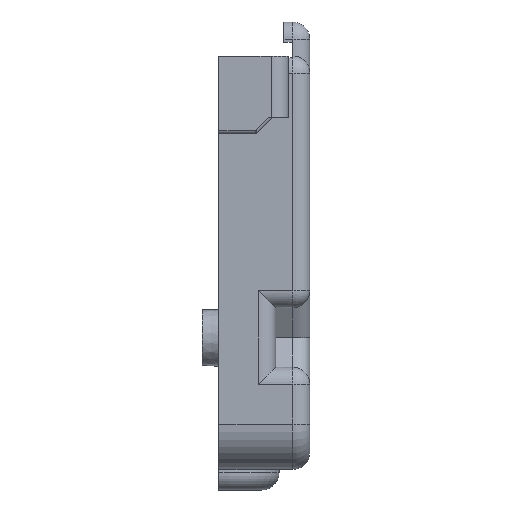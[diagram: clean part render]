
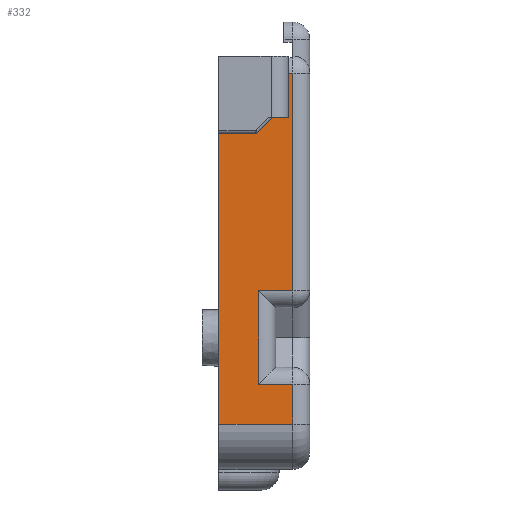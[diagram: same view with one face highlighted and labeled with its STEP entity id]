
A CAD part, left-side view. The second image highlights one B-rep face of the part: STEP entity #332.
In plain terms, the highlighted planar face has unit normal (-1, 0, 0).
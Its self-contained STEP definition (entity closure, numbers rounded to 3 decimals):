
#71 = CARTESIAN_POINT ( 'NONE',  ( -20.15, 8., -32.4 ) ) ;
#81 = DIRECTION ( 'NONE',  ( 0., -1., 0. ) ) ;
#181 = ORIENTED_EDGE ( 'NONE', *, *, #3572, .T. ) ;
#217 = VECTOR ( 'NONE', #2906, 1000. ) ;
#266 = EDGE_CURVE ( 'NONE', #4975, #5019, #4892, .T. ) ;
#332 = ADVANCED_FACE ( 'NONE', ( #4945 ), #4922, .F. ) ;
#340 = CARTESIAN_POINT ( 'NONE',  ( -20.15, 1.9, -1.5 ) ) ;
#409 = LINE ( 'NONE', #2331, #1277 ) ;
#474 = LINE ( 'NONE', #4487, #4637 ) ;
#512 = VECTOR ( 'NONE', #2611, 1000. ) ;
#537 = CARTESIAN_POINT ( 'NONE',  ( -20.15, 8., -6.8 ) ) ;
#539 = EDGE_CURVE ( 'NONE', #795, #4975, #1222, .T. ) ;
#559 = VECTOR ( 'NONE', #3891, 1000. ) ;
#589 = CARTESIAN_POINT ( 'NONE',  ( -20.15, 4.5, -28.9 ) ) ;
#700 = ORIENTED_EDGE ( 'NONE', *, *, #2427, .T. ) ;
#746 = DIRECTION ( 'NONE',  ( 1., 0., 0. ) ) ;
#791 = LINE ( 'NONE', #71, #559 ) ;
#795 = VERTEX_POINT ( 'NONE', #3088 ) ;
#808 = VECTOR ( 'NONE', #81, 1000. ) ;
#858 = VERTEX_POINT ( 'NONE', #3193 ) ;
#885 = CARTESIAN_POINT ( 'NONE',  ( -20.15, 1.5, -32.4 ) ) ;
#915 = LINE ( 'NONE', #4842, #3096 ) ;
#938 = CARTESIAN_POINT ( 'NONE',  ( -20.15, 8., -6.8 ) ) ;
#983 = VERTEX_POINT ( 'NONE', #2728 ) ;
#988 = ORIENTED_EDGE ( 'NONE', *, *, #5090, .T. ) ;
#1139 = EDGE_LOOP ( 'NONE', ( #2271, #1810, #1762, #988, #4523, #3870, #2104, #3397, #3951, #181, #700, #3338, #3712 ) ) ;
#1222 = LINE ( 'NONE', #1270, #3553 ) ;
#1268 = EDGE_CURVE ( 'NONE', #4546, #1338, #2255, .T. ) ;
#1270 = CARTESIAN_POINT ( 'NONE',  ( -20.15, 3.25, -5.4 ) ) ;
#1277 = VECTOR ( 'NONE', #3568, 1000. ) ;
#1303 = EDGE_CURVE ( 'NONE', #2481, #2133, #409, .T. ) ;
#1338 = VERTEX_POINT ( 'NONE', #3212 ) ;
#1407 = CARTESIAN_POINT ( 'NONE',  ( -20.15, 8., 0. ) ) ;
#1413 = CARTESIAN_POINT ( 'NONE',  ( -20.15, 8., -1.5 ) ) ;
#1537 = VERTEX_POINT ( 'NONE', #3736 ) ;
#1711 = EDGE_CURVE ( 'NONE', #2323, #795, #474, .T. ) ;
#1762 = ORIENTED_EDGE ( 'NONE', *, *, #1303, .T. ) ;
#1765 = EDGE_CURVE ( 'NONE', #4722, #858, #4607, .T. ) ;
#1808 = DIRECTION ( 'NONE',  ( 0., 0., -1. ) ) ;
#1810 = ORIENTED_EDGE ( 'NONE', *, *, #2528, .T. ) ;
#1841 = CARTESIAN_POINT ( 'NONE',  ( -20.15, 1.5, 0. ) ) ;
#1895 = CARTESIAN_POINT ( 'NONE',  ( -20.15, 4.577, -6.727 ) ) ;
#2000 = LINE ( 'NONE', #2496, #808 ) ;
#2052 = DIRECTION ( 'NONE',  ( 0., 1., 0. ) ) ;
#2064 = DIRECTION ( 'NONE',  ( 0., 0., -1. ) ) ;
#2104 = ORIENTED_EDGE ( 'NONE', *, *, #1711, .T. ) ;
#2133 = VERTEX_POINT ( 'NONE', #3751 ) ;
#2255 = LINE ( 'NONE', #1841, #4227 ) ;
#2271 = ORIENTED_EDGE ( 'NONE', *, *, #1765, .T. ) ;
#2309 = DIRECTION ( 'NONE',  ( 0., 0., -1. ) ) ;
#2323 = VERTEX_POINT ( 'NONE', #340 ) ;
#2331 = CARTESIAN_POINT ( 'NONE',  ( -20.15, 4.5, -22.15 ) ) ;
#2427 = EDGE_CURVE ( 'NONE', #1537, #4083, #4751, .T. ) ;
#2478 = AXIS2_PLACEMENT_3D ( 'NONE', #1407, #2974, #1808 ) ;
#2481 = VERTEX_POINT ( 'NONE', #589 ) ;
#2496 = CARTESIAN_POINT ( 'NONE',  ( -20.15, 8., -20.65 ) ) ;
#2504 = VECTOR ( 'NONE', #2949, 1000. ) ;
#2528 = EDGE_CURVE ( 'NONE', #858, #2481, #4107, .T. ) ;
#2565 = LINE ( 'NONE', #1413, #2943 ) ;
#2583 = CARTESIAN_POINT ( 'NONE',  ( -20.15, 4.65, -6.8 ) ) ;
#2611 = DIRECTION ( 'NONE',  ( 0., 0.707, -0.707 ) ) ;
#2728 = CARTESIAN_POINT ( 'NONE',  ( -20.15, 8., -32.4 ) ) ;
#2741 = EDGE_CURVE ( 'NONE', #983, #4083, #915, .T. ) ;
#2759 = DIRECTION ( 'NONE',  ( 0., 1., 0. ) ) ;
#2906 = DIRECTION ( 'NONE',  ( 0., 1., 0. ) ) ;
#2943 = VECTOR ( 'NONE', #4927, 1000. ) ;
#2949 = DIRECTION ( 'NONE',  ( 0., 0., 1. ) ) ;
#2951 = DIRECTION ( 'NONE',  ( 0., 0., 1. ) ) ;
#2974 = DIRECTION ( 'NONE',  ( 1., 0., 0. ) ) ;
#3084 = DIRECTION ( 'NONE',  ( 0., 0., 1. ) ) ;
#3088 = CARTESIAN_POINT ( 'NONE',  ( -20.15, 1.9, -5.4 ) ) ;
#3096 = VECTOR ( 'NONE', #2951, 1000. ) ;
#3193 = CARTESIAN_POINT ( 'NONE',  ( -20.15, 1.5, -28.9 ) ) ;
#3212 = CARTESIAN_POINT ( 'NONE',  ( -20.15, 1.5, -1.5 ) ) ;
#3338 = ORIENTED_EDGE ( 'NONE', *, *, #2741, .F. ) ;
#3397 = ORIENTED_EDGE ( 'NONE', *, *, #539, .T. ) ;
#3440 = CIRCLE ( 'NONE', #4991, 0.25 ) ;
#3493 = CARTESIAN_POINT ( 'NONE',  ( -20.15, 4.754, -6.55 ) ) ;
#3553 = VECTOR ( 'NONE', #2759, 1000. ) ;
#3556 = EDGE_CURVE ( 'NONE', #983, #4722, #791, .T. ) ;
#3568 = DIRECTION ( 'NONE',  ( 0., 0., 1. ) ) ;
#3572 = EDGE_CURVE ( 'NONE', #5019, #1537, #3440, .T. ) ;
#3663 = VECTOR ( 'NONE', #2052, 1000. ) ;
#3712 = ORIENTED_EDGE ( 'NONE', *, *, #3556, .T. ) ;
#3736 = CARTESIAN_POINT ( 'NONE',  ( -20.15, 4.754, -6.8 ) ) ;
#3751 = CARTESIAN_POINT ( 'NONE',  ( -20.15, 4.5, -20.65 ) ) ;
#3870 = ORIENTED_EDGE ( 'NONE', *, *, #4542, .T. ) ;
#3891 = DIRECTION ( 'NONE',  ( 0., -1., 0. ) ) ;
#3951 = ORIENTED_EDGE ( 'NONE', *, *, #266, .T. ) ;
#4083 = VERTEX_POINT ( 'NONE', #938 ) ;
#4107 = LINE ( 'NONE', #5051, #217 ) ;
#4126 = CARTESIAN_POINT ( 'NONE',  ( -20.15, 1.5, -20.65 ) ) ;
#4227 = VECTOR ( 'NONE', #3084, 1000. ) ;
#4487 = CARTESIAN_POINT ( 'NONE',  ( -20.15, 1.9, 0. ) ) ;
#4523 = ORIENTED_EDGE ( 'NONE', *, *, #1268, .T. ) ;
#4538 = CARTESIAN_POINT ( 'NONE',  ( -20.15, 1.5, 0. ) ) ;
#4542 = EDGE_CURVE ( 'NONE', #1338, #2323, #2565, .T. ) ;
#4546 = VERTEX_POINT ( 'NONE', #4126 ) ;
#4607 = LINE ( 'NONE', #4538, #2504 ) ;
#4637 = VECTOR ( 'NONE', #2064, 1000. ) ;
#4722 = VERTEX_POINT ( 'NONE', #885 ) ;
#4751 = LINE ( 'NONE', #537, #3663 ) ;
#4842 = CARTESIAN_POINT ( 'NONE',  ( -20.15, 8., 0. ) ) ;
#4892 = LINE ( 'NONE', #2583, #512 ) ;
#4922 = PLANE ( 'NONE',  #2478 ) ;
#4927 = DIRECTION ( 'NONE',  ( 0., 1., 0. ) ) ;
#4945 = FACE_OUTER_BOUND ( 'NONE', #1139, .T. ) ;
#4975 = VERTEX_POINT ( 'NONE', #5067 ) ;
#4991 = AXIS2_PLACEMENT_3D ( 'NONE', #3493, #746, #2309 ) ;
#5019 = VERTEX_POINT ( 'NONE', #1895 ) ;
#5051 = CARTESIAN_POINT ( 'NONE',  ( -20.15, 8., -28.9 ) ) ;
#5067 = CARTESIAN_POINT ( 'NONE',  ( -20.15, 3.25, -5.4 ) ) ;
#5090 = EDGE_CURVE ( 'NONE', #2133, #4546, #2000, .T. ) ;
